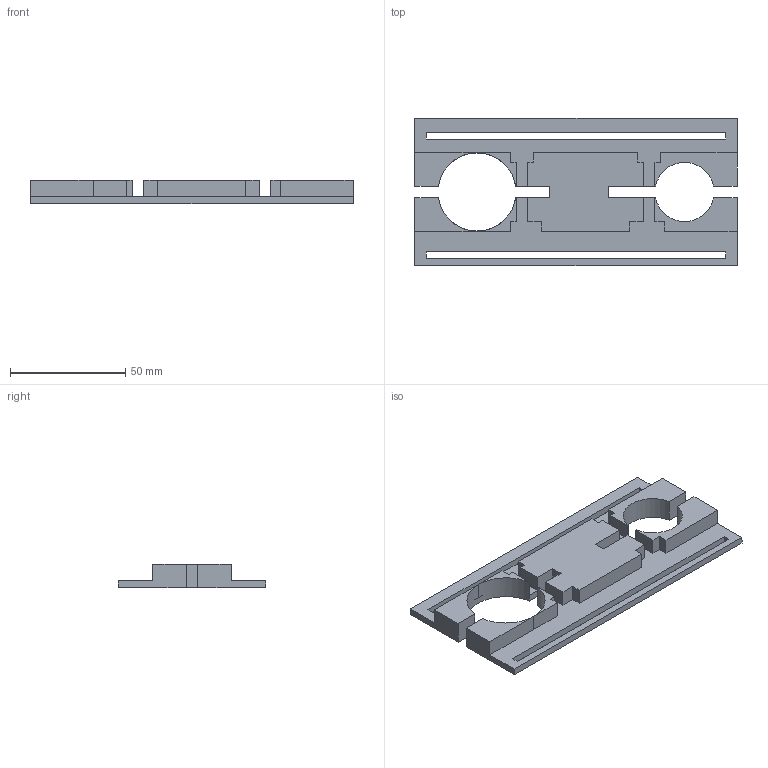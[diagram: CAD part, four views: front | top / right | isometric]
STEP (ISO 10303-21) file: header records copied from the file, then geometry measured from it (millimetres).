
FILE_DESCRIPTION(/* description */ (''),/* implementation_level */ '2;1');
FILE_NAME(/* name */ 'Dustboot v3.step',/* time_stamp */ '2016-07-11T06:26:41+10:00',/* author */ (''),/* organization */ (''),/* preprocessor_version */ 'ST-DEVELOPER v16.5',/* originating_system */ 'Autodesk Translation Framework v5.1.0.3141',/* authorisation */ '');
FILE_SCHEMA (('AUTOMOTIVE_DESIGN { 1 0 10303 214 3 1 1 }'));
Length unit declared in the file: centimetre
Products named in the file (1): Dustboot v3
Bounding box: 140 x 64 x 10 mm (x, y, z)
Volume: 38035.9 mm3; surface area: 21526.6 mm2
Topology: 1 solids, 1 shells, 70 faces, 200 edges, 132 vertices
Faces by surface type: plane 66, cylinder 4
Entity records: 2278 total; most frequent: ORIENTED_EDGE 404, CARTESIAN_POINT 403, DIRECTION 352, EDGE_CURVE 200, LINE 190, VECTOR 190, VERTEX_POINT 132, AXIS2_PLACEMENT_3D 81
